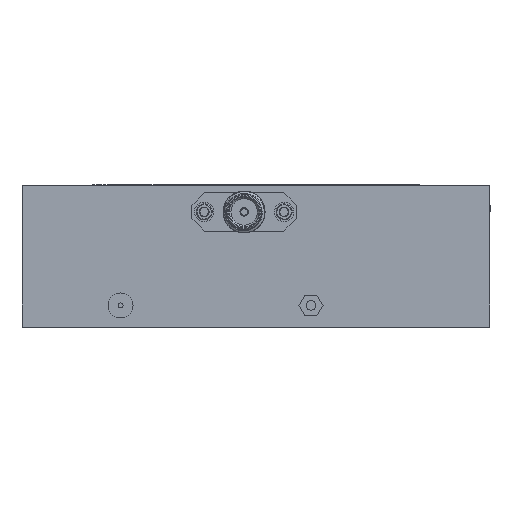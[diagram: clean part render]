
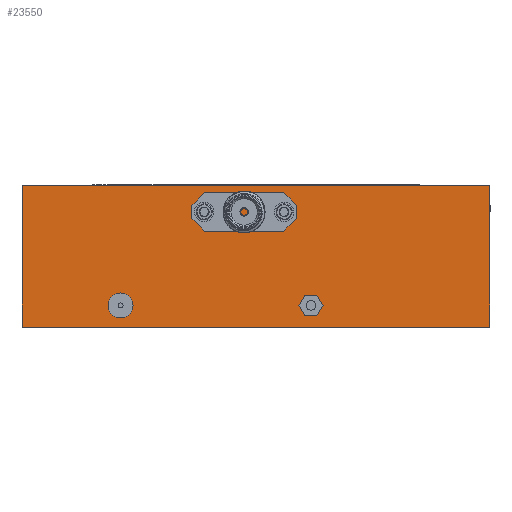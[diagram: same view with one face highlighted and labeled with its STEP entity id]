
A CAD part, left-side view. The second image highlights one B-rep face of the part: STEP entity #23550.
In plain terms, the highlighted planar face has unit normal (-1, 0, 0).
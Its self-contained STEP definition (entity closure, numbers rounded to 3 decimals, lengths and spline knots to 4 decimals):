
#1284 = ORIENTED_EDGE ( 'NONE', *, *, #63336, .F. ) ;
#1657 = AXIS2_PLACEMENT_3D ( 'NONE', #70152, #30663, #13473 ) ;
#4158 = EDGE_LOOP ( 'NONE', ( #25025 ) ) ;
#4448 = CARTESIAN_POINT ( 'NONE',  ( -1.315, -0.3661, -0.2325 ) ) ;
#4909 = VERTEX_POINT ( 'NONE', #45190 ) ;
#5600 = ORIENTED_EDGE ( 'NONE', *, *, #38397, .F. ) ;
#6178 = ORIENTED_EDGE ( 'NONE', *, *, #18796, .F. ) ;
#6543 = LINE ( 'NONE', #19230, #10766 ) ;
#6602 = CARTESIAN_POINT ( 'NONE',  ( -1.315, -0.4022, -0.295 ) ) ;
#6669 = EDGE_CURVE ( 'NONE', #49547, #49547, #51721, .T. ) ;
#8335 = VECTOR ( 'NONE', #45524, 39.3701 ) ;
#8344 = ORIENTED_EDGE ( 'NONE', *, *, #20510, .F. ) ;
#8418 = ORIENTED_EDGE ( 'NONE', *, *, #49613, .F. ) ;
#9700 = LINE ( 'NONE', #60077, #43436 ) ;
#10766 = VECTOR ( 'NONE', #41986, 39.3701 ) ;
#12165 = EDGE_CURVE ( 'NONE', #72155, #23627, #57706, .T. ) ;
#12959 = CARTESIAN_POINT ( 'NONE',  ( -1.315, -0.2939, -0.3575 ) ) ;
#13473 = DIRECTION ( 'NONE',  ( 0., 0., -1. ) ) ;
#16698 = CARTESIAN_POINT ( 'NONE',  ( -1.315, 1.4, 0.425 ) ) ;
#17004 = VERTEX_POINT ( 'NONE', #70187 ) ;
#17071 = CARTESIAN_POINT ( 'NONE',  ( -1.315, 1.4, 0.425 ) ) ;
#18796 = EDGE_CURVE ( 'NONE', #62074, #56321, #29761, .T. ) ;
#19056 = VECTOR ( 'NONE', #51025, 39.3701 ) ;
#19230 = CARTESIAN_POINT ( 'NONE',  ( -1.315, -0.3661, -0.3575 ) ) ;
#20510 = EDGE_CURVE ( 'NONE', #46199, #68566, #9700, .T. ) ;
#21258 = LINE ( 'NONE', #44003, #48195 ) ;
#21835 = VERTEX_POINT ( 'NONE', #63743 ) ;
#21998 = DIRECTION ( 'NONE',  ( 0., 0.5, -0.866 ) ) ;
#22310 = CARTESIAN_POINT ( 'NONE',  ( -1.315, 0.81, -0.37 ) ) ;
#23550 = ADVANCED_FACE ( 'NONE', ( #27164, #66284, #38338 ), #49529, .F. ) ;
#23627 = VERTEX_POINT ( 'NONE', #62898 ) ;
#23815 = DIRECTION ( 'NONE',  ( 0., -1., 0. ) ) ;
#25025 = ORIENTED_EDGE ( 'NONE', *, *, #6669, .F. ) ;
#27164 = FACE_OUTER_BOUND ( 'NONE', #42732, .T. ) ;
#29761 = LINE ( 'NONE', #6602, #69668 ) ;
#30281 = CARTESIAN_POINT ( 'NONE',  ( -1.315, -0.2939, -0.3575 ) ) ;
#30663 = DIRECTION ( 'NONE',  ( 1., 0., 0. ) ) ;
#31140 = ORIENTED_EDGE ( 'NONE', *, *, #12165, .T. ) ;
#32666 = AXIS2_PLACEMENT_3D ( 'NONE', #59300, #35084, #70489 ) ;
#35084 = DIRECTION ( 'NONE',  ( -1., 0., 0. ) ) ;
#35172 = ORIENTED_EDGE ( 'NONE', *, *, #64890, .T. ) ;
#38338 = FACE_BOUND ( 'NONE', #69386, .T. ) ;
#38397 = EDGE_CURVE ( 'NONE', #54037, #46199, #21258, .T. ) ;
#40771 = CARTESIAN_POINT ( 'NONE',  ( -1.315, -1.4, -0.425 ) ) ;
#41892 = LINE ( 'NONE', #40771, #50127 ) ;
#41986 = DIRECTION ( 'NONE',  ( 0., -0.5, 0.866 ) ) ;
#42028 = ORIENTED_EDGE ( 'NONE', *, *, #50245, .F. ) ;
#42295 = ORIENTED_EDGE ( 'NONE', *, *, #62895, .F. ) ;
#42732 = EDGE_LOOP ( 'NONE', ( #35172, #42295, #64237, #31140 ) ) ;
#43436 = VECTOR ( 'NONE', #49621, 39.3701 ) ;
#44003 = CARTESIAN_POINT ( 'NONE',  ( -1.315, -0.2939, -0.2325 ) ) ;
#45190 = CARTESIAN_POINT ( 'NONE',  ( -1.315, -1.4, 0.425 ) ) ;
#45447 = VECTOR ( 'NONE', #56971, 39.3701 ) ;
#45524 = DIRECTION ( 'NONE',  ( 0., 0., -1. ) ) ;
#45719 = VECTOR ( 'NONE', #47854, 39.3701 ) ;
#46199 = VERTEX_POINT ( 'NONE', #54429 ) ;
#47854 = DIRECTION ( 'NONE',  ( 0., 1., 0. ) ) ;
#48195 = VECTOR ( 'NONE', #21998, 39.3701 ) ;
#49529 = PLANE ( 'NONE',  #1657 ) ;
#49547 = VERTEX_POINT ( 'NONE', #22310 ) ;
#49613 = EDGE_CURVE ( 'NONE', #68566, #17004, #58090, .T. ) ;
#49621 = DIRECTION ( 'NONE',  ( 0., -0.5, -0.866 ) ) ;
#50127 = VECTOR ( 'NONE', #51968, 39.3701 ) ;
#50245 = EDGE_CURVE ( 'NONE', #56321, #54037, #51595, .T. ) ;
#51025 = DIRECTION ( 'NONE',  ( 0., -1., 0. ) ) ;
#51388 = CARTESIAN_POINT ( 'NONE',  ( -1.315, -1.4, 0.425 ) ) ;
#51595 = LINE ( 'NONE', #70580, #45719 ) ;
#51721 = CIRCLE ( 'NONE', #32666, 0.075 ) ;
#51968 = DIRECTION ( 'NONE',  ( 0., -1., 0. ) ) ;
#54037 = VERTEX_POINT ( 'NONE', #62339 ) ;
#54429 = CARTESIAN_POINT ( 'NONE',  ( -1.315, -0.2578, -0.295 ) ) ;
#56321 = VERTEX_POINT ( 'NONE', #4448 ) ;
#56971 = DIRECTION ( 'NONE',  ( 0., 0., -1. ) ) ;
#57436 = LINE ( 'NONE', #68983, #8335 ) ;
#57569 = VECTOR ( 'NONE', #23815, 39.3701 ) ;
#57706 = LINE ( 'NONE', #17071, #45447 ) ;
#58090 = LINE ( 'NONE', #12959, #57569 ) ;
#59300 = CARTESIAN_POINT ( 'NONE',  ( -1.315, 0.81, -0.295 ) ) ;
#60077 = CARTESIAN_POINT ( 'NONE',  ( -1.315, -0.2578, -0.295 ) ) ;
#62074 = VERTEX_POINT ( 'NONE', #70965 ) ;
#62312 = EDGE_CURVE ( 'NONE', #72155, #4909, #72990, .T. ) ;
#62339 = CARTESIAN_POINT ( 'NONE',  ( -1.315, -0.2939, -0.2325 ) ) ;
#62895 = EDGE_CURVE ( 'NONE', #4909, #21835, #57436, .T. ) ;
#62898 = CARTESIAN_POINT ( 'NONE',  ( -1.315, 1.4, -0.425 ) ) ;
#63336 = EDGE_CURVE ( 'NONE', #17004, #62074, #6543, .T. ) ;
#63743 = CARTESIAN_POINT ( 'NONE',  ( -1.315, -1.4, -0.425 ) ) ;
#64237 = ORIENTED_EDGE ( 'NONE', *, *, #62312, .F. ) ;
#64890 = EDGE_CURVE ( 'NONE', #23627, #21835, #41892, .T. ) ;
#66284 = FACE_BOUND ( 'NONE', #4158, .T. ) ;
#68566 = VERTEX_POINT ( 'NONE', #30281 ) ;
#68983 = CARTESIAN_POINT ( 'NONE',  ( -1.315, -1.4, 0.425 ) ) ;
#69386 = EDGE_LOOP ( 'NONE', ( #42028, #6178, #1284, #8418, #8344, #5600 ) ) ;
#69668 = VECTOR ( 'NONE', #69989, 39.3701 ) ;
#69989 = DIRECTION ( 'NONE',  ( 0., 0.5, 0.866 ) ) ;
#70152 = CARTESIAN_POINT ( 'NONE',  ( -1.315, -1.4, 0.425 ) ) ;
#70187 = CARTESIAN_POINT ( 'NONE',  ( -1.315, -0.3661, -0.3575 ) ) ;
#70489 = DIRECTION ( 'NONE',  ( 0., 0., -1. ) ) ;
#70580 = CARTESIAN_POINT ( 'NONE',  ( -1.315, -0.3661, -0.2325 ) ) ;
#70965 = CARTESIAN_POINT ( 'NONE',  ( -1.315, -0.4022, -0.295 ) ) ;
#72155 = VERTEX_POINT ( 'NONE', #16698 ) ;
#72990 = LINE ( 'NONE', #51388, #19056 ) ;
